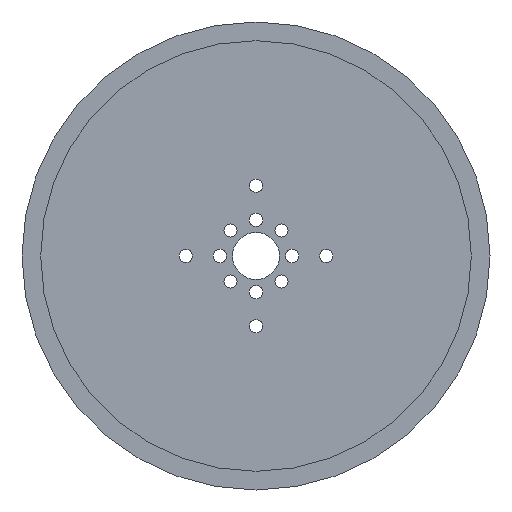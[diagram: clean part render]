
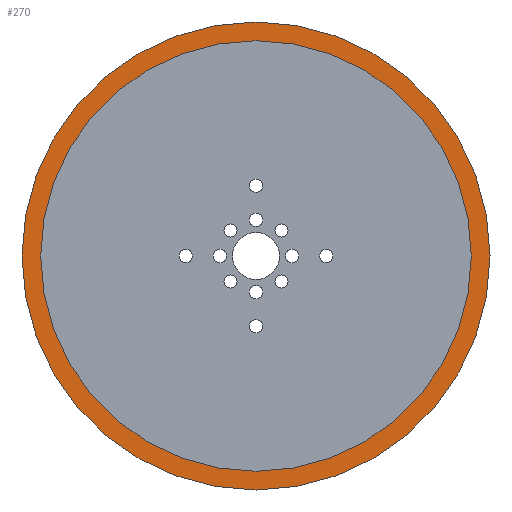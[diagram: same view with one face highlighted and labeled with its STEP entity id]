
A CAD part, front view. The second image highlights one B-rep face of the part: STEP entity #270.
In plain terms, the highlighted planar face has unit normal (0, -1, 0).
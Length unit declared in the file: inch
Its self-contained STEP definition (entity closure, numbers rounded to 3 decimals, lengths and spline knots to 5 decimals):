
#35 = CIRCLE ( 'NONE', #705, 2.5 ) ;
#39 = AXIS2_PLACEMENT_3D ( 'NONE', #857, #258, #962 ) ;
#81 = DIRECTION ( 'NONE',  ( 0., 0., 1. ) ) ;
#82 = AXIS2_PLACEMENT_3D ( 'NONE', #1131, #535, #1236 ) ;
#186 = ORIENTED_EDGE ( 'NONE', *, *, #511, .T. ) ;
#258 = DIRECTION ( 'NONE',  ( 0., 1., 0. ) ) ;
#270 = ADVANCED_FACE ( 'NONE', ( #1079, #786 ), #984, .F. ) ;
#307 = CARTESIAN_POINT ( 'NONE',  ( 0., 0., -2.5 ) ) ;
#311 = EDGE_CURVE ( 'NONE', #756, #1152, #35, .T. ) ;
#409 = CARTESIAN_POINT ( 'NONE',  ( 0., 0., -2.3 ) ) ;
#473 = CARTESIAN_POINT ( 'NONE',  ( 0., 0., 2.5 ) ) ;
#478 = AXIS2_PLACEMENT_3D ( 'NONE', #1284, #680, #81 ) ;
#502 = AXIS2_PLACEMENT_3D ( 'NONE', #879, #1280, #1076 ) ;
#511 = EDGE_CURVE ( 'NONE', #1220, #783, #684, .T. ) ;
#535 = DIRECTION ( 'NONE',  ( 0., 1., 0. ) ) ;
#625 = EDGE_LOOP ( 'NONE', ( #689, #952 ) ) ;
#680 = DIRECTION ( 'NONE',  ( 0., 1., 0. ) ) ;
#684 = CIRCLE ( 'NONE', #478, 2.3 ) ;
#689 = ORIENTED_EDGE ( 'NONE', *, *, #311, .F. ) ;
#705 = AXIS2_PLACEMENT_3D ( 'NONE', #1129, #1035, #732 ) ;
#732 = DIRECTION ( 'NONE',  ( 0., 0., 1. ) ) ;
#737 = CARTESIAN_POINT ( 'NONE',  ( 0., 0., 2.3 ) ) ;
#756 = VERTEX_POINT ( 'NONE', #307 ) ;
#775 = EDGE_LOOP ( 'NONE', ( #1212, #186 ) ) ;
#783 = VERTEX_POINT ( 'NONE', #409 ) ;
#786 = FACE_BOUND ( 'NONE', #775, .T. ) ;
#857 = CARTESIAN_POINT ( 'NONE',  ( 0., 0., 0. ) ) ;
#879 = CARTESIAN_POINT ( 'NONE',  ( 0., 0., 0. ) ) ;
#941 = CIRCLE ( 'NONE', #82, 2.3 ) ;
#952 = ORIENTED_EDGE ( 'NONE', *, *, #1009, .F. ) ;
#962 = DIRECTION ( 'NONE',  ( 0., 0., 1. ) ) ;
#984 = PLANE ( 'NONE',  #502 ) ;
#1009 = EDGE_CURVE ( 'NONE', #1152, #756, #1195, .T. ) ;
#1035 = DIRECTION ( 'NONE',  ( 0., 1., 0. ) ) ;
#1076 = DIRECTION ( 'NONE',  ( 0., 0., 1. ) ) ;
#1079 = FACE_OUTER_BOUND ( 'NONE', #625, .T. ) ;
#1129 = CARTESIAN_POINT ( 'NONE',  ( 0., 0., 0. ) ) ;
#1131 = CARTESIAN_POINT ( 'NONE',  ( 0., 0., 0. ) ) ;
#1152 = VERTEX_POINT ( 'NONE', #473 ) ;
#1195 = CIRCLE ( 'NONE', #39, 2.5 ) ;
#1212 = ORIENTED_EDGE ( 'NONE', *, *, #1216, .T. ) ;
#1216 = EDGE_CURVE ( 'NONE', #783, #1220, #941, .T. ) ;
#1220 = VERTEX_POINT ( 'NONE', #737 ) ;
#1236 = DIRECTION ( 'NONE',  ( 0., 0., 1. ) ) ;
#1280 = DIRECTION ( 'NONE',  ( 0., 1., 0. ) ) ;
#1284 = CARTESIAN_POINT ( 'NONE',  ( 0., 0., 0. ) ) ;
